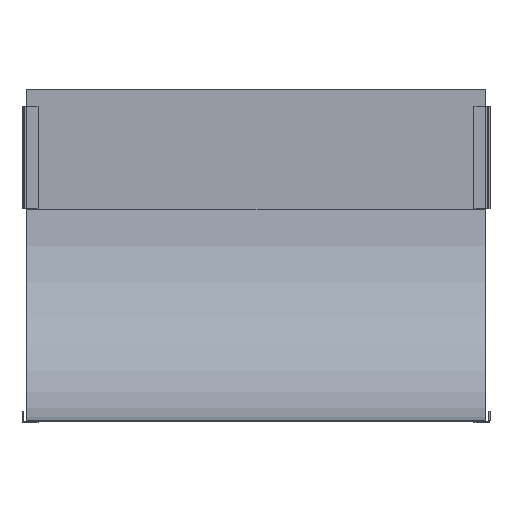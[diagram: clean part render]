
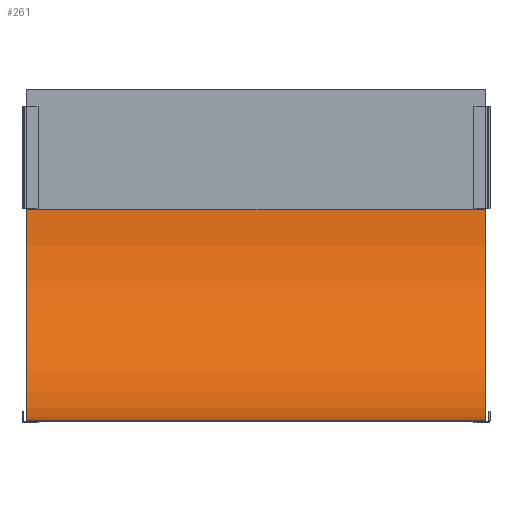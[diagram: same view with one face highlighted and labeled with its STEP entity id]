
A CAD part, front view. The second image highlights one B-rep face of the part: STEP entity #261.
In plain terms, the highlighted cylindrical face has radius 183.75 mm (diameter 367.5 mm), a partial arc.
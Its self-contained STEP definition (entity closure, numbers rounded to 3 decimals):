
#27=CARTESIAN_POINT('',(0.,90.,183.75));
#28=DIRECTION('',(1.,0.,0.));
#29=DIRECTION('',(0.,0.,-1.));
#30=AXIS2_PLACEMENT_3D('',#27,#28,#29);
#56=CARTESIAN_POINT('',(400.,90.,183.75));
#57=DIRECTION('',(-1.,0.,0.));
#58=DIRECTION('',(0.,1.,0.));
#59=AXIS2_PLACEMENT_3D('',#56,#57,#58);
#82=DIRECTION('',(-1.,0.,0.));
#83=VECTOR('',#82,400.);
#84=CARTESIAN_POINT('',(400.,273.75,183.75));
#85=LINE('',#84,#83);
#86=DIRECTION('',(1.,0.,0.));
#87=VECTOR('',#86,400.);
#88=CARTESIAN_POINT('',(0.,90.,0.));
#89=LINE('',#88,#87);
#103=CARTESIAN_POINT('',(0.,273.75,183.75));
#105=VERTEX_POINT('',#103);
#106=CARTESIAN_POINT('',(0.,90.,0.));
#108=VERTEX_POINT('',#106);
#119=CARTESIAN_POINT('',(400.,273.75,183.75));
#121=VERTEX_POINT('',#119);
#122=CARTESIAN_POINT('',(400.,90.,0.));
#124=VERTEX_POINT('',#122);
#250=CARTESIAN_POINT('',(0.,90.,183.75));
#251=DIRECTION('',(-1.,0.,0.));
#252=DIRECTION('',(0.,1.,0.));
#253=AXIS2_PLACEMENT_3D('',#250,#251,#252);
#254=CYLINDRICAL_SURFACE('',#253,183.75);
#255=ORIENTED_EDGE('',*,*,#143,.F.);
#256=ORIENTED_EDGE('',*,*,#223,.T.);
#257=ORIENTED_EDGE('',*,*,#241,.F.);
#258=ORIENTED_EDGE('',*,*,#176,.T.);
#259=EDGE_LOOP('',(#255,#256,#257,#258));
#260=FACE_OUTER_BOUND('',#259,.F.);
#261=ADVANCED_FACE('',(#260),#254,.F.);
#31=CIRCLE('',#30,183.75);
#60=CIRCLE('',#59,183.75);
#143=EDGE_CURVE('',#121,#105,#85,.T.);
#176=EDGE_CURVE('',#108,#105,#31,.T.);
#223=EDGE_CURVE('',#121,#124,#60,.T.);
#241=EDGE_CURVE('',#108,#124,#89,.T.);
